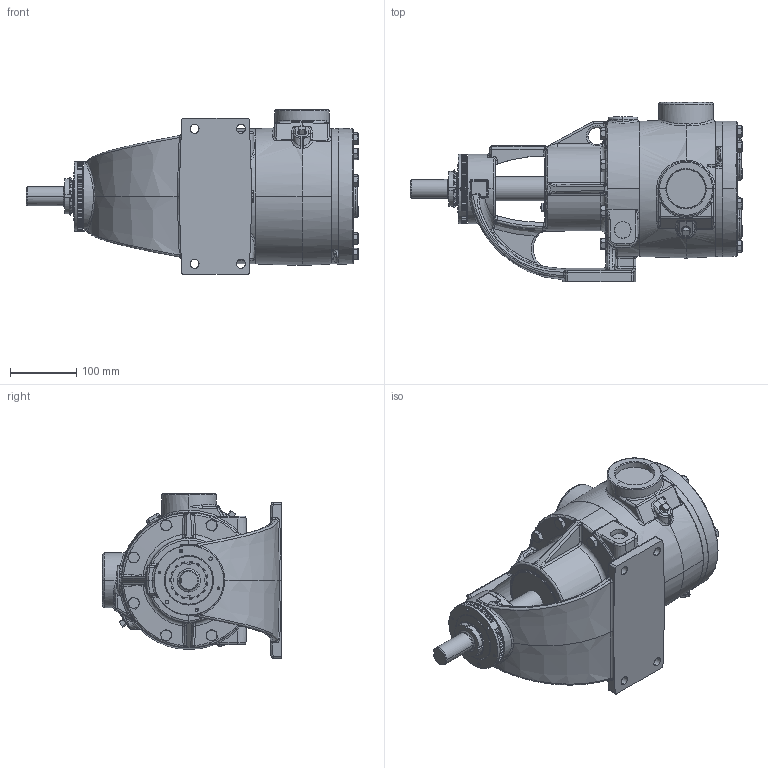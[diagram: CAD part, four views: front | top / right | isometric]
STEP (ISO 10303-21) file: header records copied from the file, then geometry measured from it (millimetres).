
FILE_DESCRIPTION (( 'STEP AP214' ), '1' );
FILE_NAME ('K724.STEP', '2016-08-26T15:43:42', ( '' ), ( '' ), 'SwSTEP 2.0', 'SolidWorks 2015', '' );
FILE_SCHEMA (( 'AUTOMOTIVE_DESIGN' ));
Length unit declared in the file: inch
Products named in the file (1): K724
Bounding box: 499.77 x 270.13 x 247.9 mm (x, y, z)
Volume: 9699018.8 mm3; surface area: 472471.2 mm2
Topology: 1 solids, 1 shells, 1737 faces, 4267 edges, 2533 vertices
Faces by surface type: plane 474, bspline 445, cylinder 415, cone 283, torus 96, sphere 24
Entity records: 107435 total; most frequent: CARTESIAN_POINT 55070, ORIENTED_EDGE 8446, DIRECTION 6886, EDGE_CURVE 4223, AXIS2_PLACEMENT_3D 2827, VERTEX_POINT 2533, EDGE_LOOP 1806, ADVANCED_FACE 1737
